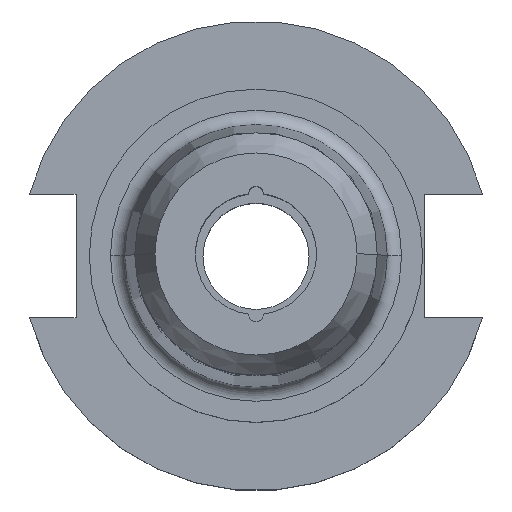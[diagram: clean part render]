
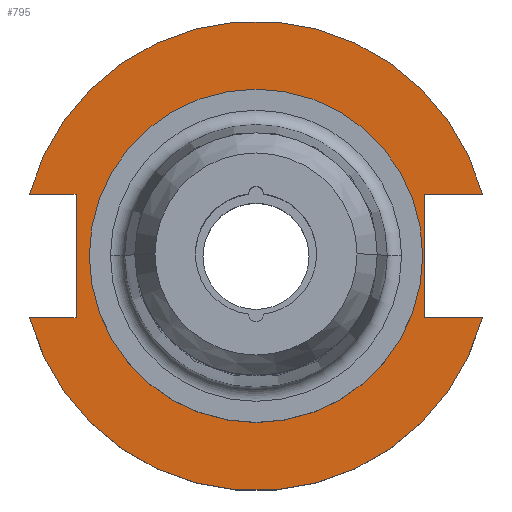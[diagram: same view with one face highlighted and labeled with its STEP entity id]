
A CAD part, top view. The second image highlights one B-rep face of the part: STEP entity #795.
In plain terms, the highlighted planar face has unit normal (0, 0, 1).
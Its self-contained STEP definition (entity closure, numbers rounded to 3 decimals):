
#2 = DIRECTION ( 'NONE',  ( -1., 0., 0. ) ) ;
#6 = ORIENTED_EDGE ( 'NONE', *, *, #1600, .F. ) ;
#29 = AXIS2_PLACEMENT_3D ( 'NONE', #548, #1325, #705 ) ;
#66 = LINE ( 'NONE', #1599, #475 ) ;
#74 = EDGE_CURVE ( 'NONE', #1563, #1080, #1551, .T. ) ;
#100 = AXIS2_PLACEMENT_3D ( 'NONE', #104, #1029, #1964 ) ;
#104 = CARTESIAN_POINT ( 'NONE',  ( 0., 0., 19.05 ) ) ;
#116 = VECTOR ( 'NONE', #1132, 1000. ) ;
#222 = ORIENTED_EDGE ( 'NONE', *, *, #1885, .F. ) ;
#223 = CARTESIAN_POINT ( 'NONE',  ( 47.477, -12.954, 19.05 ) ) ;
#235 = VERTEX_POINT ( 'NONE', #2016 ) ;
#239 = PLANE ( 'NONE',  #29 ) ;
#242 = ORIENTED_EDGE ( 'NONE', *, *, #1749, .F. ) ;
#312 = VECTOR ( 'NONE', #1085, 1000. ) ;
#315 = CARTESIAN_POINT ( 'NONE',  ( -63.719, 12.954, 19.05 ) ) ;
#397 = VECTOR ( 'NONE', #1662, 1000. ) ;
#424 = CARTESIAN_POINT ( 'NONE',  ( 35.306, -12.954, 19.05 ) ) ;
#475 = VECTOR ( 'NONE', #506, 1000. ) ;
#502 = EDGE_LOOP ( 'NONE', ( #1120, #6, #635, #242, #843, #1071, #1732, #619 ) ) ;
#506 = DIRECTION ( 'NONE',  ( -1., 0., 0. ) ) ;
#525 = AXIS2_PLACEMENT_3D ( 'NONE', #534, #1472, #1159 ) ;
#534 = CARTESIAN_POINT ( 'NONE',  ( 0., 0., 19.05 ) ) ;
#548 = CARTESIAN_POINT ( 'NONE',  ( 0., 49.212, 19.05 ) ) ;
#553 = VERTEX_POINT ( 'NONE', #944 ) ;
#619 = ORIENTED_EDGE ( 'NONE', *, *, #1725, .F. ) ;
#621 = CARTESIAN_POINT ( 'NONE',  ( -63.719, -12.954, 19.05 ) ) ;
#627 = EDGE_CURVE ( 'NONE', #802, #1264, #1087, .T. ) ;
#635 = ORIENTED_EDGE ( 'NONE', *, *, #627, .F. ) ;
#640 = EDGE_CURVE ( 'NONE', #1557, #872, #1909, .T. ) ;
#651 = CARTESIAN_POINT ( 'NONE',  ( 35.306, 12.954, 19.05 ) ) ;
#671 = EDGE_CURVE ( 'NONE', #694, #553, #981, .T. ) ;
#690 = DIRECTION ( 'NONE',  ( 0., 0., 1. ) ) ;
#694 = VERTEX_POINT ( 'NONE', #1919 ) ;
#705 = DIRECTION ( 'NONE',  ( 1., 0., 0. ) ) ;
#735 = CIRCLE ( 'NONE', #1129, 34.925 ) ;
#795 = ADVANCED_FACE ( 'NONE', ( #890, #1570 ), #239, .T. ) ;
#802 = VERTEX_POINT ( 'NONE', #1946 ) ;
#818 = CARTESIAN_POINT ( 'NONE',  ( -37.719, 12.954, 19.05 ) ) ;
#843 = ORIENTED_EDGE ( 'NONE', *, *, #671, .T. ) ;
#872 = VERTEX_POINT ( 'NONE', #1630 ) ;
#875 = EDGE_CURVE ( 'NONE', #235, #876, #1058, .T. ) ;
#876 = VERTEX_POINT ( 'NONE', #223 ) ;
#890 = FACE_BOUND ( 'NONE', #1119, .T. ) ;
#944 = CARTESIAN_POINT ( 'NONE',  ( -47.477, 12.954, 19.05 ) ) ;
#981 = CIRCLE ( 'NONE', #1106, 49.212 ) ;
#1029 = DIRECTION ( 'NONE',  ( 0., 0., 1. ) ) ;
#1058 = CIRCLE ( 'NONE', #525, 49.212 ) ;
#1071 = ORIENTED_EDGE ( 'NONE', *, *, #1717, .F. ) ;
#1080 = VERTEX_POINT ( 'NONE', #1304 ) ;
#1085 = DIRECTION ( 'NONE',  ( 0., -1., 0. ) ) ;
#1087 = LINE ( 'NONE', #651, #312 ) ;
#1106 = AXIS2_PLACEMENT_3D ( 'NONE', #1940, #1926, #1760 ) ;
#1119 = EDGE_LOOP ( 'NONE', ( #1580, #222 ) ) ;
#1120 = ORIENTED_EDGE ( 'NONE', *, *, #875, .T. ) ;
#1129 = AXIS2_PLACEMENT_3D ( 'NONE', #1625, #690, #1778 ) ;
#1132 = DIRECTION ( 'NONE',  ( 1., 0., 0. ) ) ;
#1159 = DIRECTION ( 'NONE',  ( 1., 0., 0. ) ) ;
#1264 = VERTEX_POINT ( 'NONE', #1836 ) ;
#1304 = CARTESIAN_POINT ( 'NONE',  ( -34.925, 0., 19.05 ) ) ;
#1325 = DIRECTION ( 'NONE',  ( 0., 0., 1. ) ) ;
#1472 = DIRECTION ( 'NONE',  ( 0., 0., 1. ) ) ;
#1551 = CIRCLE ( 'NONE', #100, 34.925 ) ;
#1557 = VERTEX_POINT ( 'NONE', #1989 ) ;
#1563 = VERTEX_POINT ( 'NONE', #1837 ) ;
#1570 = FACE_OUTER_BOUND ( 'NONE', #502, .T. ) ;
#1580 = ORIENTED_EDGE ( 'NONE', *, *, #74, .F. ) ;
#1599 = CARTESIAN_POINT ( 'NONE',  ( 35.306, 12.954, 19.05 ) ) ;
#1600 = EDGE_CURVE ( 'NONE', #1264, #876, #1959, .T. ) ;
#1625 = CARTESIAN_POINT ( 'NONE',  ( 0., 0., 19.05 ) ) ;
#1630 = CARTESIAN_POINT ( 'NONE',  ( -37.719, 12.954, 19.05 ) ) ;
#1662 = DIRECTION ( 'NONE',  ( 1., 0., 0. ) ) ;
#1711 = LINE ( 'NONE', #621, #116 ) ;
#1717 = EDGE_CURVE ( 'NONE', #872, #553, #1805, .T. ) ;
#1725 = EDGE_CURVE ( 'NONE', #235, #1557, #1711, .T. ) ;
#1732 = ORIENTED_EDGE ( 'NONE', *, *, #640, .F. ) ;
#1749 = EDGE_CURVE ( 'NONE', #694, #802, #66, .T. ) ;
#1756 = VECTOR ( 'NONE', #2, 1000. ) ;
#1760 = DIRECTION ( 'NONE',  ( 1., 0., 0. ) ) ;
#1778 = DIRECTION ( 'NONE',  ( 1., 0., 0. ) ) ;
#1805 = LINE ( 'NONE', #315, #1756 ) ;
#1836 = CARTESIAN_POINT ( 'NONE',  ( 35.306, -12.954, 19.05 ) ) ;
#1837 = CARTESIAN_POINT ( 'NONE',  ( 34.925, 0., 19.05 ) ) ;
#1864 = VECTOR ( 'NONE', #1882, 1000. ) ;
#1882 = DIRECTION ( 'NONE',  ( 0., 1., 0. ) ) ;
#1885 = EDGE_CURVE ( 'NONE', #1080, #1563, #735, .T. ) ;
#1909 = LINE ( 'NONE', #818, #1864 ) ;
#1919 = CARTESIAN_POINT ( 'NONE',  ( 47.477, 12.954, 19.05 ) ) ;
#1926 = DIRECTION ( 'NONE',  ( 0., 0., 1. ) ) ;
#1940 = CARTESIAN_POINT ( 'NONE',  ( 0., 0., 19.05 ) ) ;
#1946 = CARTESIAN_POINT ( 'NONE',  ( 35.306, 12.954, 19.05 ) ) ;
#1959 = LINE ( 'NONE', #424, #397 ) ;
#1964 = DIRECTION ( 'NONE',  ( 1., 0., 0. ) ) ;
#1989 = CARTESIAN_POINT ( 'NONE',  ( -37.719, -12.954, 19.05 ) ) ;
#2016 = CARTESIAN_POINT ( 'NONE',  ( -47.477, -12.954, 19.05 ) ) ;
